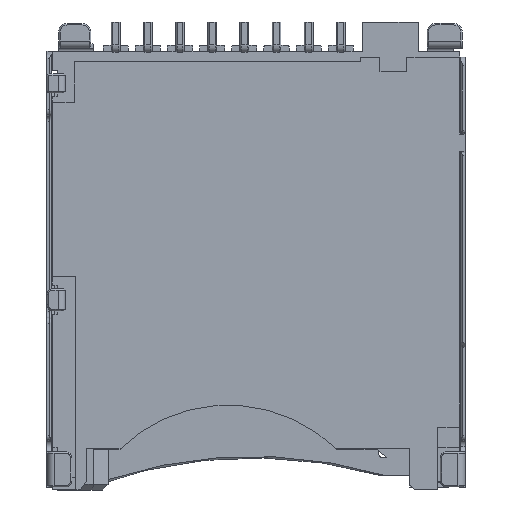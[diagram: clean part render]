
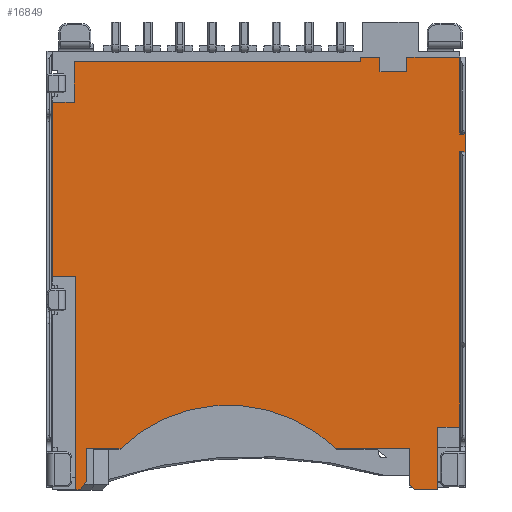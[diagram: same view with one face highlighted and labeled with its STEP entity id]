
A CAD part, top view. The second image highlights one B-rep face of the part: STEP entity #16849.
In plain terms, the highlighted planar face has unit normal (0, 0, 1).
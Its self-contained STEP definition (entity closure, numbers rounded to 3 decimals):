
#817=DIRECTION('',(0.,-1.,0.));
#818=VECTOR('',#817,0.6);
#819=CARTESIAN_POINT('',(10.595,3.385,-0.38));
#820=LINE('',#819,#818);
#1369=DIRECTION('',(0.,-1.,0.));
#1370=VECTOR('',#1369,9.42);
#1371=CARTESIAN_POINT('',(10.405,2.785,-0.38));
#1372=LINE('',#1371,#1370);
#1497=DIRECTION('',(0.,-1.,0.));
#1498=VECTOR('',#1497,2.15);
#1499=CARTESIAN_POINT('',(9.655,-6.635,-0.38));
#1500=LINE('',#1499,#1498);
#1509=DIRECTION('',(-1.,0.,0.));
#1510=VECTOR('',#1509,0.8);
#1511=CARTESIAN_POINT('',(9.655,-8.785,-0.38));
#1512=LINE('',#1511,#1510);
#1537=DIRECTION('',(-1.,0.,0.));
#1538=VECTOR('',#1537,2.51);
#1539=CARTESIAN_POINT('',(8.705,-7.385,-0.38));
#1540=LINE('',#1539,#1538);
#2344=DIRECTION('',(0.,1.,0.));
#2345=VECTOR('',#2344,1.12);
#2346=CARTESIAN_POINT('',(-2.355,-8.505,-0.38));
#2347=LINE('',#2346,#2345);
#2348=DIRECTION('',(-0.6,-0.8,0.));
#2349=VECTOR('',#2348,0.35);
#2350=CARTESIAN_POINT('',(-2.355,-8.505,-0.38));
#2351=LINE('',#2350,#2349);
#2352=DIRECTION('',(0.6,-0.8,0.));
#2353=VECTOR('',#2352,0.25);
#2354=CARTESIAN_POINT('',(8.705,-8.585,-0.38));
#2355=LINE('',#2354,#2353);
#2356=CARTESIAN_POINT('',(2.495,-11.199,
-0.38));
#2357=DIRECTION('',(0.,0.,-1.));
#2358=DIRECTION('',(-0.696,0.718,0.));
#2359=AXIS2_PLACEMENT_3D('',#2356,#2357,#2358);
#2385=DIRECTION('',(-1.,0.,0.));
#2386=VECTOR('',#2385,1.15);
#2387=CARTESIAN_POINT('',(-1.205,-7.385,-0.38));
#2388=LINE('',#2387,#2386);
#2421=DIRECTION('',(-1.,0.,0.));
#2422=VECTOR('',#2421,0.15);
#2423=CARTESIAN_POINT('',(-2.565,-8.785,-0.38));
#2424=LINE('',#2423,#2422);
#6644=DIRECTION('',(0.,1.,0.));
#6645=VECTOR('',#6644,5.95);
#6646=CARTESIAN_POINT('',(-3.515,-1.485,-0.38));
#6647=LINE('',#6646,#6645);
#6697=DIRECTION('',(1.,0.,0.));
#6698=VECTOR('',#6697,0.75);
#6699=CARTESIAN_POINT('',(-3.515,4.465,-0.38));
#6700=LINE('',#6699,#6698);
#6709=DIRECTION('',(0.,1.,0.));
#6710=VECTOR('',#6709,1.4);
#6711=CARTESIAN_POINT('',(-2.765,4.465,-0.38));
#6712=LINE('',#6711,#6710);
#6721=DIRECTION('',(1.,0.,0.));
#6722=VECTOR('',#6721,9.8);
#6723=CARTESIAN_POINT('',(-2.765,5.865,-0.38));
#6724=LINE('',#6723,#6722);
#6737=DIRECTION('',(0.,1.,0.));
#6738=VECTOR('',#6737,0.15);
#6739=CARTESIAN_POINT('',(7.035,5.865,-0.38));
#6740=LINE('',#6739,#6738);
#6745=DIRECTION('',(1.,0.,0.));
#6746=VECTOR('',#6745,0.65);
#6747=CARTESIAN_POINT('',(7.035,6.015,-0.38));
#6748=LINE('',#6747,#6746);
#6761=DIRECTION('',(0.,-1.,0.));
#6762=VECTOR('',#6761,0.5);
#6763=CARTESIAN_POINT('',(7.685,6.015,-0.38));
#6764=LINE('',#6763,#6762);
#6769=DIRECTION('',(1.,0.,0.));
#6770=VECTOR('',#6769,0.92);
#6771=CARTESIAN_POINT('',(7.685,5.515,-0.38));
#6772=LINE('',#6771,#6770);
#6777=DIRECTION('',(0.,1.,0.));
#6778=VECTOR('',#6777,0.5);
#6779=CARTESIAN_POINT('',(8.605,5.515,-0.38));
#6780=LINE('',#6779,#6778);
#6789=DIRECTION('',(1.,0.,0.));
#6790=VECTOR('',#6789,1.8);
#6791=CARTESIAN_POINT('',(8.605,6.015,-0.38));
#6792=LINE('',#6791,#6790);
#6809=DIRECTION('',(0.,-1.,0.));
#6810=VECTOR('',#6809,2.63);
#6811=CARTESIAN_POINT('',(10.405,6.015,-0.38));
#6812=LINE('',#6811,#6810);
#7380=DIRECTION('',(1.,0.,0.));
#7381=VECTOR('',#7380,0.19);
#7382=CARTESIAN_POINT('',(10.405,3.385,-0.38));
#7383=LINE('',#7382,#7381);
#7578=DIRECTION('',(-1.,0.,0.));
#7579=VECTOR('',#7578,0.19);
#7580=CARTESIAN_POINT('',(10.595,2.785,-0.38));
#7581=LINE('',#7580,#7579);
#7703=DIRECTION('',(-1.,0.,0.));
#7704=VECTOR('',#7703,0.8);
#7705=CARTESIAN_POINT('',(-2.715,-1.485,-0.38));
#7706=LINE('',#7705,#7704);
#7715=DIRECTION('',(0.,1.,0.));
#7716=VECTOR('',#7715,7.3);
#7717=CARTESIAN_POINT('',(-2.715,-8.785,-0.38));
#7718=LINE('',#7717,#7716);
#10182=DIRECTION('',(-1.,0.,0.));
#10183=VECTOR('',#10182,0.75);
#10184=CARTESIAN_POINT('',(10.405,-6.635,-0.38));
#10185=LINE('',#10184,#10183);
#10222=DIRECTION('',(0.,1.,0.));
#10223=VECTOR('',#10222,1.2);
#10224=CARTESIAN_POINT('',(8.705,-8.585,-0.38));
#10225=LINE('',#10224,#10223);
#10773=CARTESIAN_POINT('',(8.605,5.515,-0.38));
#10775=VERTEX_POINT('',#10773);
#10778=CARTESIAN_POINT('',(8.605,6.015,-0.38));
#10779=VERTEX_POINT('',#10778);
#10810=CARTESIAN_POINT('',(10.405,6.015,-0.38));
#10811=VERTEX_POINT('',#10810);
#10820=CARTESIAN_POINT('',(10.595,2.785,-0.38));
#10821=CARTESIAN_POINT('',(10.405,2.785,-0.38));
#10822=VERTEX_POINT('',#10820);
#10823=VERTEX_POINT('',#10821);
#10864=CARTESIAN_POINT('',(7.685,5.515,-0.38));
#10866=VERTEX_POINT('',#10864);
#11006=CARTESIAN_POINT('',(8.705,-7.385,-0.38));
#11007=CARTESIAN_POINT('',(6.195,-7.385,-0.38));
#11008=VERTEX_POINT('',#11006);
#11009=VERTEX_POINT('',#11007);
#11051=CARTESIAN_POINT('',(-2.765,5.865,-0.38));
#11053=VERTEX_POINT('',#11051);
#11056=CARTESIAN_POINT('',(7.035,5.865,-0.38));
#11057=VERTEX_POINT('',#11056);
#11096=CARTESIAN_POINT('',(10.595,3.385,-0.38));
#11097=VERTEX_POINT('',#11096);
#11098=CARTESIAN_POINT('',(10.405,3.385,-0.38));
#11099=VERTEX_POINT('',#11098);
#11104=CARTESIAN_POINT('',(8.705,-8.585,-0.38));
#11105=VERTEX_POINT('',#11104);
#11211=CARTESIAN_POINT('',(-2.765,4.465,-0.38));
#11213=VERTEX_POINT('',#11211);
#11224=CARTESIAN_POINT('',(-2.715,-1.485,-0.38));
#11225=VERTEX_POINT('',#11224);
#11226=CARTESIAN_POINT('',(-3.515,-1.485,-0.38));
#11227=VERTEX_POINT('',#11226);
#11309=CARTESIAN_POINT('',(-3.515,4.465,-0.38));
#11311=VERTEX_POINT('',#11309);
#11317=CARTESIAN_POINT('',(7.035,6.015,-0.38));
#11319=VERTEX_POINT('',#11317);
#11322=CARTESIAN_POINT('',(7.685,6.015,-0.38));
#11323=VERTEX_POINT('',#11322);
#11570=CARTESIAN_POINT('',(8.855,-8.785,-0.38));
#11571=VERTEX_POINT('',#11570);
#11586=CARTESIAN_POINT('',(9.655,-6.635,-0.38));
#11587=VERTEX_POINT('',#11586);
#11588=CARTESIAN_POINT('',(9.655,-8.785,-0.38));
#11589=VERTEX_POINT('',#11588);
#11634=CARTESIAN_POINT('',(-2.565,-8.785,-0.38));
#11635=CARTESIAN_POINT('',(-2.715,-8.785,-0.38));
#11636=VERTEX_POINT('',#11634);
#11637=VERTEX_POINT('',#11635);
#11638=CARTESIAN_POINT('',(10.405,-6.635,-0.38));
#11639=VERTEX_POINT('',#11638);
#11640=CARTESIAN_POINT('',(-1.205,-7.385,-0.38));
#11641=VERTEX_POINT('',#11640);
#13982=CARTESIAN_POINT('',(-2.355,-7.385,-0.38));
#13984=VERTEX_POINT('',#13982);
#13990=CARTESIAN_POINT('',(-2.355,-8.505,-0.38));
#13991=VERTEX_POINT('',#13990);
#16793=CARTESIAN_POINT('',(-1.662,3.545,
-0.38));
#16794=DIRECTION('',(0.,0.,1.));
#16795=DIRECTION('',(-1.,0.,0.));
#16796=AXIS2_PLACEMENT_3D('',#16793,#16794,#16795);
#16797=PLANE('',#16796);
#16799=ORIENTED_EDGE('',*,*,#16798,.T.);
#16800=ORIENTED_EDGE('',*,*,#16767,.F.);
#16801=ORIENTED_EDGE('',*,*,#16782,.T.);
#16803=ORIENTED_EDGE('',*,*,#16802,.T.);
#16805=ORIENTED_EDGE('',*,*,#16804,.T.);
#16807=ORIENTED_EDGE('',*,*,#16806,.T.);
#16809=ORIENTED_EDGE('',*,*,#16808,.T.);
#16811=ORIENTED_EDGE('',*,*,#16810,.T.);
#16813=ORIENTED_EDGE('',*,*,#16812,.T.);
#16815=ORIENTED_EDGE('',*,*,#16814,.T.);
#16817=ORIENTED_EDGE('',*,*,#16816,.T.);
#16819=ORIENTED_EDGE('',*,*,#16818,.T.);
#16821=ORIENTED_EDGE('',*,*,#16820,.T.);
#16823=ORIENTED_EDGE('',*,*,#16822,.T.);
#16825=ORIENTED_EDGE('',*,*,#16824,.T.);
#16827=ORIENTED_EDGE('',*,*,#16826,.T.);
#16829=ORIENTED_EDGE('',*,*,#16828,.T.);
#16831=ORIENTED_EDGE('',*,*,#16830,.T.);
#16832=ORIENTED_EDGE('',*,*,#14604,.T.);
#16834=ORIENTED_EDGE('',*,*,#16833,.T.);
#16835=ORIENTED_EDGE('',*,*,#15244,.T.);
#16837=ORIENTED_EDGE('',*,*,#16836,.T.);
#16838=ORIENTED_EDGE('',*,*,#15539,.T.);
#16839=ORIENTED_EDGE('',*,*,#15558,.T.);
#16841=ORIENTED_EDGE('',*,*,#16840,.F.);
#16843=ORIENTED_EDGE('',*,*,#16842,.T.);
#16844=ORIENTED_EDGE('',*,*,#15608,.T.);
#16846=ORIENTED_EDGE('',*,*,#16845,.F.);
#16847=EDGE_LOOP('',(#16799,#16800,#16801,#16803,#16805,#16807,#16809,#16811,
#16813,#16815,#16817,#16819,#16821,#16823,#16825,#16827,#16829,#16831,#16832,
#16834,#16835,#16837,#16838,#16839,#16841,#16843,#16844,#16846));
#16848=FACE_OUTER_BOUND('',#16847,.F.);
#16849=ADVANCED_FACE('',(#16848),#16797,.T.);
#2360=CIRCLE('',#2359,5.313);
#14604=EDGE_CURVE('',#11097,#10822,#820,.T.);
#15244=EDGE_CURVE('',#10823,#11639,#1372,.T.);
#15539=EDGE_CURVE('',#11587,#11589,#1500,.T.);
#15558=EDGE_CURVE('',#11589,#11571,#1512,.T.);
#15608=EDGE_CURVE('',#11008,#11009,#1540,.T.);
#16767=EDGE_CURVE('',#13991,#13984,#2347,.T.);
#16782=EDGE_CURVE('',#13991,#11636,#2351,.T.);
#16798=EDGE_CURVE('',#11641,#13984,#2388,.T.);
#16802=EDGE_CURVE('',#11636,#11637,#2424,.T.);
#16804=EDGE_CURVE('',#11637,#11225,#7718,.T.);
#16806=EDGE_CURVE('',#11225,#11227,#7706,.T.);
#16808=EDGE_CURVE('',#11227,#11311,#6647,.T.);
#16810=EDGE_CURVE('',#11311,#11213,#6700,.T.);
#16812=EDGE_CURVE('',#11213,#11053,#6712,.T.);
#16814=EDGE_CURVE('',#11053,#11057,#6724,.T.);
#16816=EDGE_CURVE('',#11057,#11319,#6740,.T.);
#16818=EDGE_CURVE('',#11319,#11323,#6748,.T.);
#16820=EDGE_CURVE('',#11323,#10866,#6764,.T.);
#16822=EDGE_CURVE('',#10866,#10775,#6772,.T.);
#16824=EDGE_CURVE('',#10775,#10779,#6780,.T.);
#16826=EDGE_CURVE('',#10779,#10811,#6792,.T.);
#16828=EDGE_CURVE('',#10811,#11099,#6812,.T.);
#16830=EDGE_CURVE('',#11099,#11097,#7383,.T.);
#16833=EDGE_CURVE('',#10822,#10823,#7581,.T.);
#16836=EDGE_CURVE('',#11639,#11587,#10185,.T.);
#16840=EDGE_CURVE('',#11105,#11571,#2355,.T.);
#16842=EDGE_CURVE('',#11105,#11008,#10225,.T.);
#16845=EDGE_CURVE('',#11641,#11009,#2360,.T.);
